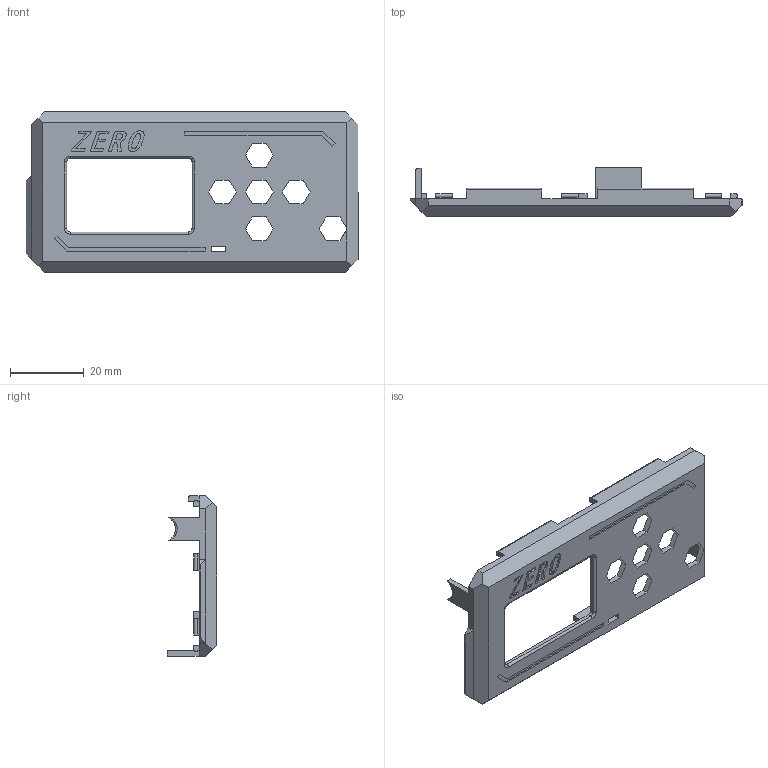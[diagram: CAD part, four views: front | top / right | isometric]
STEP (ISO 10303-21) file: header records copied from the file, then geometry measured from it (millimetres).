
FILE_DESCRIPTION (( 'STEP AP214' ), '1' );
FILE_NAME ('shell1給褒.step', '2026-01-29T01:38:35', ( '' ), ( '' ), 'SwSTEP 2.0', 'SolidWorks 2020', '' );
FILE_SCHEMA (( 'AUTOMOTIVE_DESIGN' ));
Length unit declared in the file: millimetre
Products named in the file (1): shell1給褒
Bounding box: 90 x 13.45 x 43.5 mm (x, y, z)
Volume: 5511.6 mm3; surface area: 8701.5 mm2
Topology: 1 solids, 1 shells, 259 faces, 712 edges, 464 vertices
Faces by surface type: plane 210, cylinder 32, bspline 12, torus 5
Entity records: 9003 total; most frequent: CARTESIAN_POINT 2382, ORIENTED_EDGE 1424, DIRECTION 1251, EDGE_CURVE 712, LINE 617, VECTOR 617, VERTEX_POINT 464, AXIS2_PLACEMENT_3D 317
